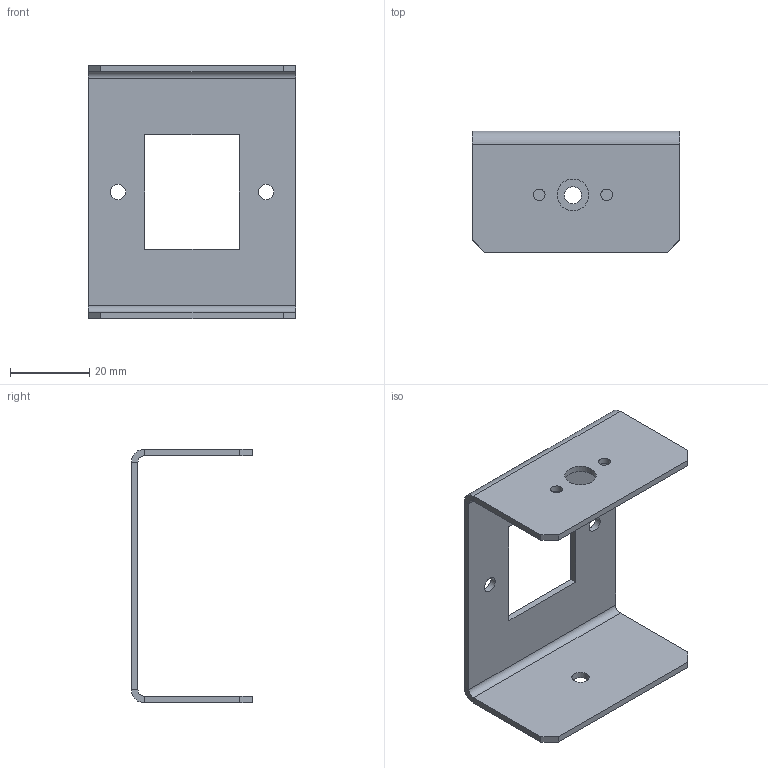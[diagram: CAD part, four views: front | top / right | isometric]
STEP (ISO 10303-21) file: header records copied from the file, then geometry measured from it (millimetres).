
FILE_DESCRIPTION(/* description */ (''),/* implementation_level */ '2;1');
FILE_NAME(/* name */ 'CS_PanCase_M1-00017-M10.ipt.stp',/* time_stamp */ '2016-01-07T16:36:27-08:00',/* author */ ('Autodesk Inc.'),/* organization */ ('Autodesk Inc.'),/* preprocessor_version */ 'ST-DEVELOPER v16.1',/* originating_system */ 'Autodesk Inventor 2016',/* authorisation */ '');
FILE_SCHEMA (('AUTOMOTIVE_DESIGN { 1 0 10303 214 3 1 1 }'));
Length unit declared in the file: inch
Products named in the file (1): CS_PanCase_M1-00017-M10
Bounding box: 52.32 x 30.48 x 63.88 mm (x, y, z)
Volume: 8862.5 mm3; surface area: 11738.4 mm2
Topology: 1 solids, 1 shells, 36 faces, 92 edges, 58 vertices
Faces by surface type: plane 26, cylinder 10
Full cylindrical faces by diameter (mm): 2.946 x2, 3.886 x2, 4.318 x1, 8.001 x1
Entity records: 1046 total; most frequent: DIRECTION 174, CARTESIAN_POINT 169, ORIENTED_EDGE 160, EDGE_CURVE 80, LINE 60, VECTOR 60, AXIS2_PLACEMENT_3D 57, EDGE_LOOP 56
